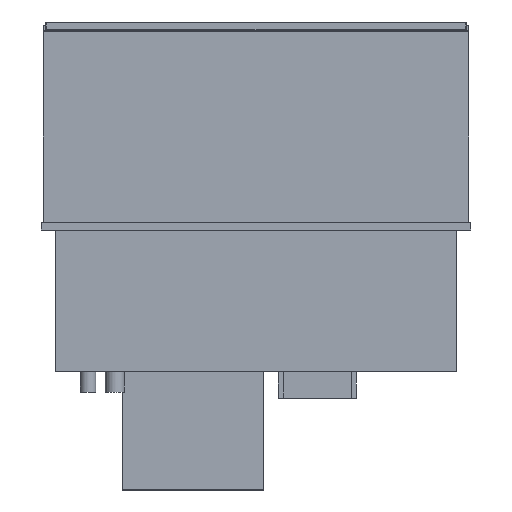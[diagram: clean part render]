
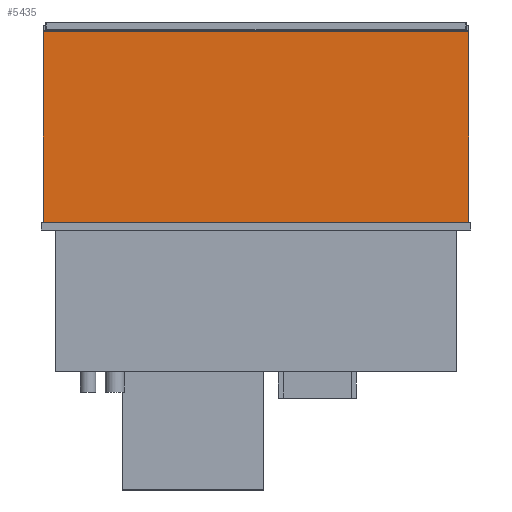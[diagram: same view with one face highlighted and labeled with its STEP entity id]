
A CAD part, top view. The second image highlights one B-rep face of the part: STEP entity #5435.
In plain terms, the highlighted planar face has unit normal (0, 0, 1).
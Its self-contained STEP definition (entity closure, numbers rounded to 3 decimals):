
#329=PLANE('',#5848);
#650=FACE_OUTER_BOUND('',#984,.T.);
#984=EDGE_LOOP('',(#4880,#4881,#4882,#4883));
#1600=LINE('',#8555,#2296);
#1603=LINE('',#8561,#2299);
#1606=LINE('',#8567,#2302);
#1609=LINE('',#8571,#2305);
#2296=VECTOR('',#7038,10.);
#2299=VECTOR('',#7043,10.);
#2302=VECTOR('',#7048,10.);
#2305=VECTOR('',#7053,10.);
#2870=VERTEX_POINT('',#8552);
#2871=VERTEX_POINT('',#8554);
#2873=VERTEX_POINT('',#8560);
#2875=VERTEX_POINT('',#8566);
#3552=EDGE_CURVE('',#2871,#2870,#1600,.T.);
#3555=EDGE_CURVE('',#2873,#2871,#1603,.T.);
#3558=EDGE_CURVE('',#2875,#2873,#1606,.T.);
#3561=EDGE_CURVE('',#2870,#2875,#1609,.T.);
#4880=ORIENTED_EDGE('',*,*,#3561,.T.);
#4881=ORIENTED_EDGE('',*,*,#3558,.T.);
#4882=ORIENTED_EDGE('',*,*,#3555,.T.);
#4883=ORIENTED_EDGE('',*,*,#3552,.T.);
#5435=ADVANCED_FACE('',(#650),#329,.T.);
#5848=AXIS2_PLACEMENT_3D('',#8572,#7054,#7055);
#7038=DIRECTION('',(0.,-1.,0.));
#7043=DIRECTION('',(-1.,0.,0.));
#7048=DIRECTION('',(0.,1.,0.));
#7053=DIRECTION('',(1.,0.,0.));
#7054=DIRECTION('center_axis',(0.,0.,1.));
#7055=DIRECTION('ref_axis',(1.,0.,0.));
#8552=CARTESIAN_POINT('',(-557.5,20.,347.5));
#8554=CARTESIAN_POINT('',(-557.5,520.,347.5));
#8555=CARTESIAN_POINT('',(-557.5,524.,347.5));
#8560=CARTESIAN_POINT('',(557.5,520.,347.5));
#8561=CARTESIAN_POINT('',(557.5,520.,347.5));
#8566=CARTESIAN_POINT('',(557.5,20.,347.5));
#8567=CARTESIAN_POINT('',(557.5,20.,347.5));
#8571=CARTESIAN_POINT('',(-557.5,20.,347.5));
#8572=CARTESIAN_POINT('Origin',(0.,270.,347.5));
